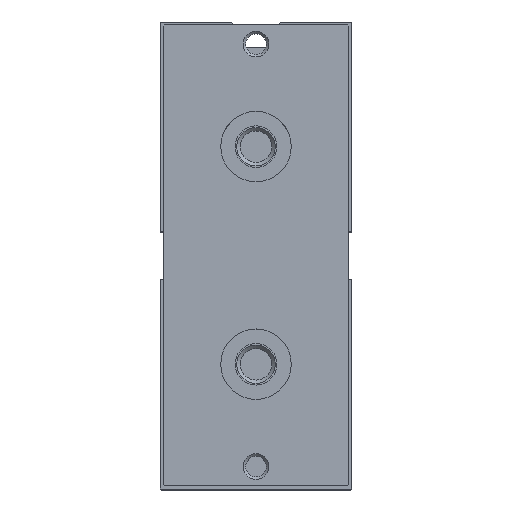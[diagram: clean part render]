
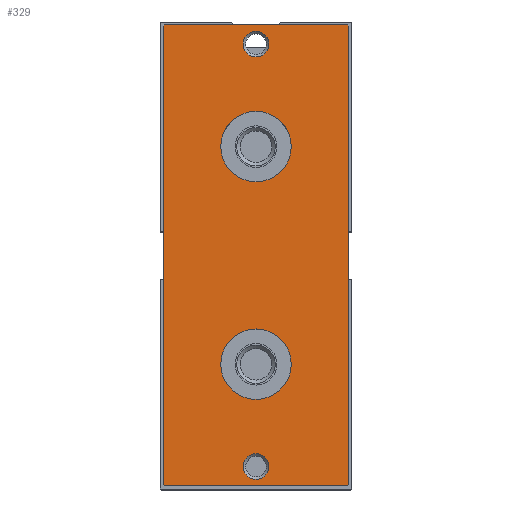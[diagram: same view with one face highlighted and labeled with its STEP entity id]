
A CAD part, top view. The second image highlights one B-rep face of the part: STEP entity #329.
In plain terms, the highlighted planar face has unit normal (0, 0, 1).
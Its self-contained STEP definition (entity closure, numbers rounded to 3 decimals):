
#329 = ADVANCED_FACE( '', ( #753, #754, #755, #756, #757 ), #758, .T. );
#753 = FACE_BOUND( '', #1265, .T. );
#754 = FACE_BOUND( '', #1266, .T. );
#755 = FACE_BOUND( '', #1267, .T. );
#756 = FACE_BOUND( '', #1268, .T. );
#757 = FACE_OUTER_BOUND( '', #1269, .T. );
#758 = PLANE( '', #1270 );
#1265 = EDGE_LOOP( '', ( #2651 ) );
#1266 = EDGE_LOOP( '', ( #2652 ) );
#1267 = EDGE_LOOP( '', ( #2653 ) );
#1268 = EDGE_LOOP( '', ( #2654 ) );
#1269 = EDGE_LOOP( '', ( #2655, #2656, #2657, #2658, #2659, #2660, #2661, #2662 ) );
#1270 = AXIS2_PLACEMENT_3D( '', #2663, #2664, #2665 );
#2651 = ORIENTED_EDGE( '', *, *, #3360, .T. );
#2652 = ORIENTED_EDGE( '', *, *, #3361, .T. );
#2653 = ORIENTED_EDGE( '', *, *, #3362, .T. );
#2654 = ORIENTED_EDGE( '', *, *, #3363, .T. );
#2655 = ORIENTED_EDGE( '', *, *, #3364, .T. );
#2656 = ORIENTED_EDGE( '', *, *, #3365, .T. );
#2657 = ORIENTED_EDGE( '', *, *, #3353, .T. );
#2658 = ORIENTED_EDGE( '', *, *, #3366, .T. );
#2659 = ORIENTED_EDGE( '', *, *, #3333, .T. );
#2660 = ORIENTED_EDGE( '', *, *, #3324, .T. );
#2661 = ORIENTED_EDGE( '', *, *, #3367, .T. );
#2662 = ORIENTED_EDGE( '', *, *, #3328, .T. );
#2663 = CARTESIAN_POINT( '', ( 0., 0., 10. ) );
#2664 = DIRECTION( '', ( 0., 0., 1. ) );
#2665 = DIRECTION( '', ( 1., 0., 0. ) );
#3324 = EDGE_CURVE( '', #4027, #4025, #4028, .T. );
#3328 = EDGE_CURVE( '', #4035, #4033, #4036, .T. );
#3333 = EDGE_CURVE( '', #4044, #4027, #4045, .T. );
#3353 = EDGE_CURVE( '', #4083, #4081, #4084, .T. );
#3360 = EDGE_CURVE( '', #4094, #4094, #4095, .T. );
#3361 = EDGE_CURVE( '', #4096, #4096, #4097, .T. );
#3362 = EDGE_CURVE( '', #4098, #4098, #4099, .T. );
#3363 = EDGE_CURVE( '', #4100, #4100, #4101, .T. );
#3364 = EDGE_CURVE( '', #4033, #4102, #4103, .T. );
#3365 = EDGE_CURVE( '', #4102, #4083, #4104, .T. );
#3366 = EDGE_CURVE( '', #4081, #4044, #4105, .T. );
#3367 = EDGE_CURVE( '', #4025, #4035, #4106, .T. );
#4025 = VERTEX_POINT( '', #5172 );
#4027 = VERTEX_POINT( '', #5175 );
#4028 = LINE( '', #5176, #5177 );
#4033 = VERTEX_POINT( '', #5184 );
#4035 = VERTEX_POINT( '', #5187 );
#4036 = LINE( '', #5188, #5189 );
#4044 = VERTEX_POINT( '', #5199 );
#4045 = LINE( '', #5200, #5201 );
#4081 = VERTEX_POINT( '', #5249 );
#4083 = VERTEX_POINT( '', #5252 );
#4084 = LINE( '', #5253, #5254 );
#4094 = VERTEX_POINT( '', #5270 );
#4095 = CIRCLE( '', #5271, 5.5 );
#4096 = VERTEX_POINT( '', #5272 );
#4097 = CIRCLE( '', #5273, 5.5 );
#4098 = VERTEX_POINT( '', #5274 );
#4099 = CIRCLE( '', #5275, 2. );
#4100 = VERTEX_POINT( '', #5276 );
#4101 = CIRCLE( '', #5277, 2. );
#4102 = VERTEX_POINT( '', #5278 );
#4103 = LINE( '', #5279, #5280 );
#4104 = LINE( '', #5281, #5282 );
#4105 = LINE( '', #5283, #5284 );
#4106 = LINE( '', #5285, #5286 );
#5172 = CARTESIAN_POINT( '', ( 14.3, 36., 10. ) );
#5175 = CARTESIAN_POINT( '', ( 14.5, 35.8, 10. ) );
#5176 = CARTESIAN_POINT( '', ( 14.5, 35.8, 10. ) );
#5177 = VECTOR( '', #5966, 1000. );
#5184 = CARTESIAN_POINT( '', ( -14.5, 35.8, 10. ) );
#5187 = CARTESIAN_POINT( '', ( -14.3, 36., 10. ) );
#5188 = CARTESIAN_POINT( '', ( -14.3, 36., 10. ) );
#5189 = VECTOR( '', #5970, 1000. );
#5199 = CARTESIAN_POINT( '', ( 14.5, -35.8, 10. ) );
#5200 = CARTESIAN_POINT( '', ( 14.5, -35.8, 10. ) );
#5201 = VECTOR( '', #5979, 1000. );
#5249 = CARTESIAN_POINT( '', ( 14.3, -36., 10. ) );
#5252 = CARTESIAN_POINT( '', ( -14.3, -36., 10. ) );
#5253 = CARTESIAN_POINT( '', ( -14.3, -36., 10. ) );
#5254 = VECTOR( '', #6011, 1000. );
#5270 = CARTESIAN_POINT( '', ( -5.5, -17., 10. ) );
#5271 = AXIS2_PLACEMENT_3D( '', #6018, #6019, #6020 );
#5272 = CARTESIAN_POINT( '', ( -5.5, 17., 10. ) );
#5273 = AXIS2_PLACEMENT_3D( '', #6021, #6022, #6023 );
#5274 = CARTESIAN_POINT( '', ( -2., -33., 10. ) );
#5275 = AXIS2_PLACEMENT_3D( '', #6024, #6025, #6026 );
#5276 = CARTESIAN_POINT( '', ( -2., 33., 10. ) );
#5277 = AXIS2_PLACEMENT_3D( '', #6027, #6028, #6029 );
#5278 = CARTESIAN_POINT( '', ( -14.5, -35.8, 10. ) );
#5279 = CARTESIAN_POINT( '', ( -14.5, 35.8, 10. ) );
#5280 = VECTOR( '', #6030, 1000. );
#5281 = CARTESIAN_POINT( '', ( -14.5, -35.8, 10. ) );
#5282 = VECTOR( '', #6031, 1000. );
#5283 = CARTESIAN_POINT( '', ( 14.3, -36., 10. ) );
#5284 = VECTOR( '', #6032, 1000. );
#5285 = CARTESIAN_POINT( '', ( 14.3, 36., 10. ) );
#5286 = VECTOR( '', #6033, 1000. );
#5966 = DIRECTION( '', ( -0.707, 0.707, 0. ) );
#5970 = DIRECTION( '', ( -0.707, -0.707, 0. ) );
#5979 = DIRECTION( '', ( 0., 1., 0. ) );
#6011 = DIRECTION( '', ( 1., 0., 0. ) );
#6018 = CARTESIAN_POINT( '', ( 0., -17., 10. ) );
#6019 = DIRECTION( '', ( 0., 0., -1. ) );
#6020 = DIRECTION( '', ( -1., 0., 0. ) );
#6021 = CARTESIAN_POINT( '', ( 0., 17., 10. ) );
#6022 = DIRECTION( '', ( 0., 0., -1. ) );
#6023 = DIRECTION( '', ( -1., 0., 0. ) );
#6024 = CARTESIAN_POINT( '', ( 0., -33., 10. ) );
#6025 = DIRECTION( '', ( 0., 0., -1. ) );
#6026 = DIRECTION( '', ( -1., 0., 0. ) );
#6027 = CARTESIAN_POINT( '', ( 0., 33., 10. ) );
#6028 = DIRECTION( '', ( 0., 0., -1. ) );
#6029 = DIRECTION( '', ( -1., 0., 0. ) );
#6030 = DIRECTION( '', ( 0., -1., 0. ) );
#6031 = DIRECTION( '', ( 0.707, -0.707, 0. ) );
#6032 = DIRECTION( '', ( 0.707, 0.707, 0. ) );
#6033 = DIRECTION( '', ( -1., 0., 0. ) );
